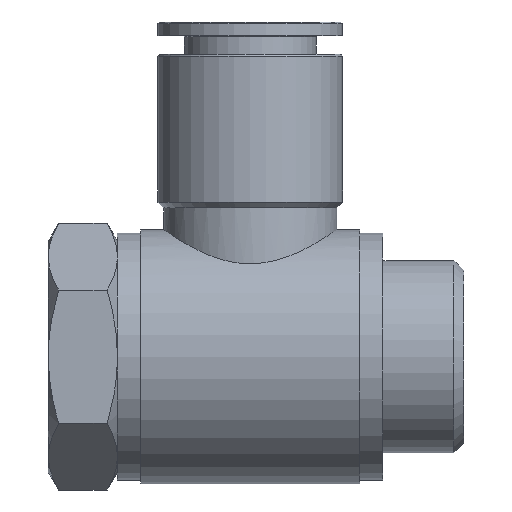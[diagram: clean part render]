
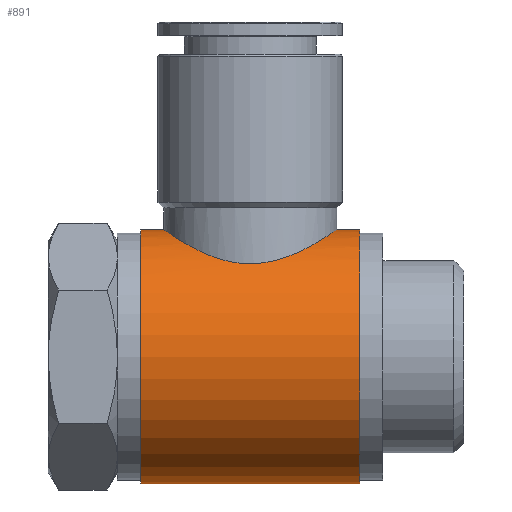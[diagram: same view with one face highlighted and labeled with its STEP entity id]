
A CAD part, left-side view. The second image highlights one B-rep face of the part: STEP entity #891.
In plain terms, the highlighted cylindrical face has radius 11 mm (diameter 22 mm), a full revolution.
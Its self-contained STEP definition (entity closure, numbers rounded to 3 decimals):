
#61=B_SPLINE_CURVE_WITH_KNOTS('',3,(#1270,#1271,#1272,#1273,#1274,#1275,
#1276,#1277,#1278,#1279,#1280,#1281,#1282,#1283,#1284,#1285,#1286,#1287,
#1288),.UNSPECIFIED.,.T.,.F.,(1,1,1,1,1,1,1,1,1,1,1,1,1,1,1,1,1,1,1,1,1,
1,1),(-0.009,-0.006,-0.003,0.,
0.003,0.006,0.009,0.012,
0.015,0.018,0.021,0.024,
0.027,0.03,0.033,0.036,
0.039,0.042,0.046,0.049,
0.052,0.055,0.058),.UNSPECIFIED.);
#136=ORIENTED_EDGE('',*,*,#266,.F.);
#137=ORIENTED_EDGE('',*,*,#267,.T.);
#138=ORIENTED_EDGE('',*,*,#255,.T.);
#255=EDGE_CURVE('',#319,#319,#61,.T.);
#266=EDGE_CURVE('',#330,#330,#373,.T.);
#267=EDGE_CURVE('',#331,#331,#374,.T.);
#319=VERTEX_POINT('',#1289);
#330=VERTEX_POINT('',#1322);
#331=VERTEX_POINT('',#1324);
#373=CIRCLE('',#963,11.);
#374=CIRCLE('',#964,11.);
#422=EDGE_LOOP('',(#136));
#423=EDGE_LOOP('',(#137));
#424=EDGE_LOOP('',(#138));
#495=FACE_BOUND('',#422,.T.);
#496=FACE_BOUND('',#423,.T.);
#497=FACE_BOUND('',#424,.T.);
#543=CYLINDRICAL_SURFACE('',#962,11.);
#891=ADVANCED_FACE('',(#495,#496,#497),#543,.T.);
#962=AXIS2_PLACEMENT_3D('',#1320,#1087,#1088);
#963=AXIS2_PLACEMENT_3D('',#1321,#1089,#1090);
#964=AXIS2_PLACEMENT_3D('',#1323,#1091,#1092);
#1087=DIRECTION('',(0.,-1.,0.));
#1088=DIRECTION('',(0.,0.,-1.));
#1089=DIRECTION('',(0.,-1.,0.));
#1090=DIRECTION('',(0.,0.,-1.));
#1091=DIRECTION('',(0.,-1.,0.));
#1092=DIRECTION('',(0.,0.,-1.));
#1270=CARTESIAN_POINT('',(3.057,-7.066,10.697));
#1271=CARTESIAN_POINT('',(-0.003,-7.716,11.15));
#1272=CARTESIAN_POINT('',(-3.043,-7.071,10.701));
#1273=CARTESIAN_POINT('',(-5.45,-5.403,9.65));
#1274=CARTESIAN_POINT('',(-7.061,-3.05,8.477));
#1275=CARTESIAN_POINT('',(-7.716,-0.011,7.834));
#1276=CARTESIAN_POINT('',(-7.073,3.022,8.467));
#1277=CARTESIAN_POINT('',(-5.462,5.392,9.642));
#1278=CARTESIAN_POINT('',(-3.069,7.061,10.694));
#1279=CARTESIAN_POINT('',(-0.018,7.715,11.15));
#1280=CARTESIAN_POINT('',(3.028,7.079,10.706));
#1281=CARTESIAN_POINT('',(5.45,5.407,9.651));
#1282=CARTESIAN_POINT('',(7.065,3.04,8.474));
#1283=CARTESIAN_POINT('',(7.717,0.01,7.834));
#1284=CARTESIAN_POINT('',(7.069,-3.037,8.471));
#1285=CARTESIAN_POINT('',(5.45,-5.403,9.649));
#1286=CARTESIAN_POINT('',(3.057,-7.066,10.697));
#1287=CARTESIAN_POINT('',(-0.003,-7.716,11.15));
#1288=CARTESIAN_POINT('',(-3.043,-7.071,10.701));
#1289=CARTESIAN_POINT('',(0.,-7.5,11.));
#1320=CARTESIAN_POINT('',(0.,-18.5,0.));
#1321=CARTESIAN_POINT('',(0.,-9.5,0.));
#1322=CARTESIAN_POINT('',(0.,-9.5,-11.));
#1323=CARTESIAN_POINT('',(0.,9.5,0.));
#1324=CARTESIAN_POINT('',(0.,9.5,-11.));
